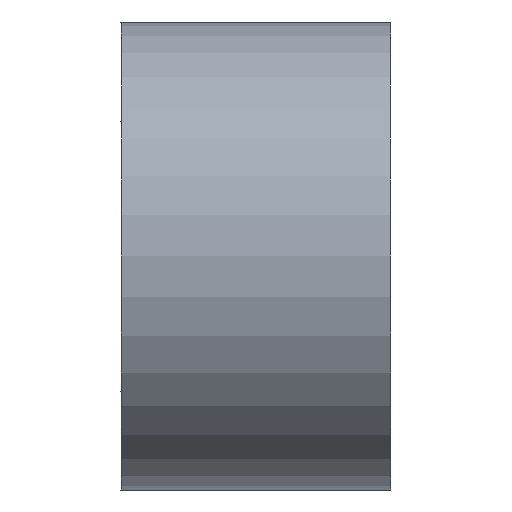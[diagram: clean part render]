
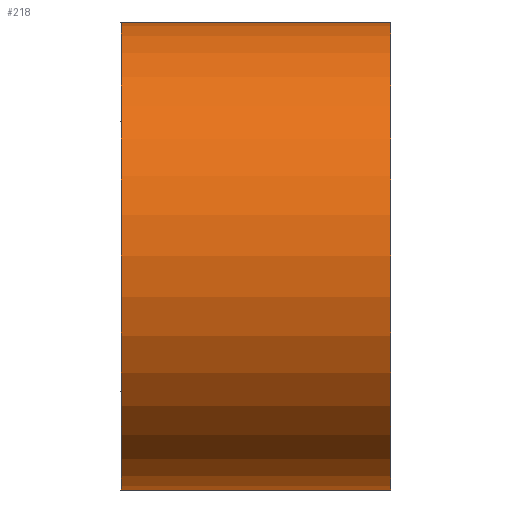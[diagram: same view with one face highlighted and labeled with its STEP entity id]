
A CAD part, left-side view. The second image highlights one B-rep face of the part: STEP entity #218.
In plain terms, the highlighted cylindrical face has radius 13 mm (diameter 26 mm), a partial arc.
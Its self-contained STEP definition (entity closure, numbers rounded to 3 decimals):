
#8 = VERTEX_POINT ( 'NONE', #93 ) ;
#10 = AXIS2_PLACEMENT_3D ( 'NONE', #76, #146, #178 ) ;
#21 = EDGE_CURVE ( 'NONE', #8, #329, #376, .T. ) ;
#27 = CARTESIAN_POINT ( 'NONE',  ( -70., 15., 0. ) ) ;
#29 = DIRECTION ( 'NONE',  ( 0., -1., 0. ) ) ;
#49 = DIRECTION ( 'NONE',  ( 0., -1., 0. ) ) ;
#52 = CYLINDRICAL_SURFACE ( 'NONE', #156, 13. ) ;
#55 = FACE_OUTER_BOUND ( 'NONE', #368, .T. ) ;
#58 = ORIENTED_EDGE ( 'NONE', *, *, #235, .T. ) ;
#76 = CARTESIAN_POINT ( 'NONE',  ( -70., 0., 0. ) ) ;
#78 = VERTEX_POINT ( 'NONE', #167 ) ;
#81 = ORIENTED_EDGE ( 'NONE', *, *, #221, .T. ) ;
#93 = CARTESIAN_POINT ( 'NONE',  ( -70., 15., 13. ) ) ;
#108 = DIRECTION ( 'NONE',  ( 0., -1., 0. ) ) ;
#109 = CARTESIAN_POINT ( 'NONE',  ( -70., 15., -13. ) ) ;
#123 = CARTESIAN_POINT ( 'NONE',  ( -70., 0., 13. ) ) ;
#146 = DIRECTION ( 'NONE',  ( 0., -1., 0. ) ) ;
#156 = AXIS2_PLACEMENT_3D ( 'NONE', #388, #49, #208 ) ;
#167 = CARTESIAN_POINT ( 'NONE',  ( -70., 15., -13. ) ) ;
#175 = VECTOR ( 'NONE', #224, 1000. ) ;
#178 = DIRECTION ( 'NONE',  ( 0., 0., 1. ) ) ;
#180 = CIRCLE ( 'NONE', #10, 13. ) ;
#208 = DIRECTION ( 'NONE',  ( 0., 0., -1. ) ) ;
#218 = ADVANCED_FACE ( 'NONE', ( #55 ), #52, .T. ) ;
#221 = EDGE_CURVE ( 'NONE', #78, #334, #233, .T. ) ;
#224 = DIRECTION ( 'NONE',  ( 0., -1., 0. ) ) ;
#233 = LINE ( 'NONE', #109, #295 ) ;
#235 = EDGE_CURVE ( 'NONE', #8, #78, #358, .T. ) ;
#236 = DIRECTION ( 'NONE',  ( 0., 0., 1. ) ) ;
#295 = VECTOR ( 'NONE', #29, 1000. ) ;
#299 = CARTESIAN_POINT ( 'NONE',  ( -70., 0., -13. ) ) ;
#315 = CARTESIAN_POINT ( 'NONE',  ( -70., 15., 13. ) ) ;
#316 = EDGE_CURVE ( 'NONE', #329, #334, #180, .T. ) ;
#329 = VERTEX_POINT ( 'NONE', #123 ) ;
#332 = ORIENTED_EDGE ( 'NONE', *, *, #21, .F. ) ;
#334 = VERTEX_POINT ( 'NONE', #299 ) ;
#335 = ORIENTED_EDGE ( 'NONE', *, *, #316, .F. ) ;
#352 = AXIS2_PLACEMENT_3D ( 'NONE', #27, #108, #236 ) ;
#358 = CIRCLE ( 'NONE', #352, 13. ) ;
#368 = EDGE_LOOP ( 'NONE', ( #335, #332, #58, #81 ) ) ;
#376 = LINE ( 'NONE', #315, #175 ) ;
#388 = CARTESIAN_POINT ( 'NONE',  ( -70., 15., 0. ) ) ;
